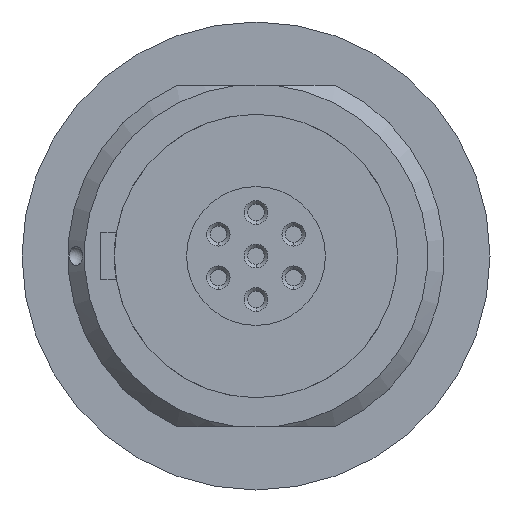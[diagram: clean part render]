
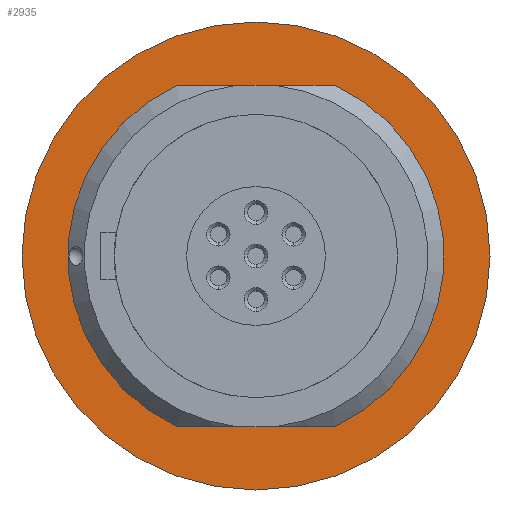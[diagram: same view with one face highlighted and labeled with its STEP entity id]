
A CAD part, left-side view. The second image highlights one B-rep face of the part: STEP entity #2935.
In plain terms, the highlighted planar face has unit normal (-1, 0, 0).
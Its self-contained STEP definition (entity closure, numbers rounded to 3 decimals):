
#343=CARTESIAN_POINT('',(-6.1,0.,0.));
#344=DIRECTION('',(-1.,0.,0.));
#345=DIRECTION('',(0.,1.,0.));
#346=AXIS2_PLACEMENT_3D('',#343,#344,#345);
#348=CARTESIAN_POINT('',(-6.1,0.,0.));
#349=DIRECTION('',(1.,0.,0.));
#350=DIRECTION('',(0.,1.,0.));
#351=AXIS2_PLACEMENT_3D('',#348,#349,#350);
#353=DIRECTION('',(0.,1.,0.));
#354=VECTOR('',#353,6.764);
#355=CARTESIAN_POINT('',(-6.1,-3.382,-7.25));
#356=LINE('',#355,#354);
#361=CARTESIAN_POINT('',(-6.1,0.,0.));
#362=DIRECTION('',(1.,0.,0.));
#363=DIRECTION('',(0.,0.423,-0.906));
#364=AXIS2_PLACEMENT_3D('',#361,#362,#363);
#370=CARTESIAN_POINT('',(-6.1,0.,0.));
#371=DIRECTION('',(1.,0.,0.));
#372=DIRECTION('',(0.,-0.423,0.906));
#373=AXIS2_PLACEMENT_3D('',#370,#371,#372);
#510=DIRECTION('',(0.,1.,0.));
#511=VECTOR('',#510,6.764);
#512=CARTESIAN_POINT('',(-6.1,-3.382,7.25));
#513=LINE('',#512,#511);
#2454=CARTESIAN_POINT('',(-6.1,-3.382,-7.25));
#2455=CARTESIAN_POINT('',(-6.1,3.382,-7.25));
#2456=VERTEX_POINT('',#2454);
#2457=VERTEX_POINT('',#2455);
#2458=CARTESIAN_POINT('',(-6.1,-3.382,7.25));
#2459=CARTESIAN_POINT('',(-6.1,3.382,7.25));
#2460=VERTEX_POINT('',#2458);
#2461=VERTEX_POINT('',#2459);
#2484=CARTESIAN_POINT('',(-6.1,9.95,0.));
#2485=CARTESIAN_POINT('',(-6.1,-9.95,0.));
#2486=VERTEX_POINT('',#2484);
#2487=VERTEX_POINT('',#2485);
#2916=CARTESIAN_POINT('',(-6.1,0.,0.));
#2917=DIRECTION('',(1.,0.,0.));
#2918=DIRECTION('',(0.,-1.,0.));
#2919=AXIS2_PLACEMENT_3D('',#2916,#2917,#2918);
#2920=PLANE('',#2919);
#2921=ORIENTED_EDGE('',*,*,#2898,.F.);
#2922=ORIENTED_EDGE('',*,*,#2883,.T.);
#2923=EDGE_LOOP('',(#2921,#2922));
#2924=FACE_OUTER_BOUND('',#2923,.F.);
#2926=ORIENTED_EDGE('',*,*,#2925,.F.);
#2928=ORIENTED_EDGE('',*,*,#2927,.F.);
#2930=ORIENTED_EDGE('',*,*,#2929,.F.);
#2932=ORIENTED_EDGE('',*,*,#2931,.T.);
#2933=EDGE_LOOP('',(#2926,#2928,#2930,#2932));
#2934=FACE_BOUND('',#2933,.F.);
#2935=ADVANCED_FACE('',(#2924,#2934),#2920,.F.);
#347=CIRCLE('',#346,9.95);
#352=CIRCLE('',#351,9.95);
#365=CIRCLE('',#364,8.);
#374=CIRCLE('',#373,8.);
#2883=EDGE_CURVE('',#2486,#2487,#352,.T.);
#2898=EDGE_CURVE('',#2486,#2487,#347,.T.);
#2925=EDGE_CURVE('',#2457,#2461,#365,.T.);
#2927=EDGE_CURVE('',#2456,#2457,#356,.T.);
#2929=EDGE_CURVE('',#2460,#2456,#374,.T.);
#2931=EDGE_CURVE('',#2460,#2461,#513,.T.);
